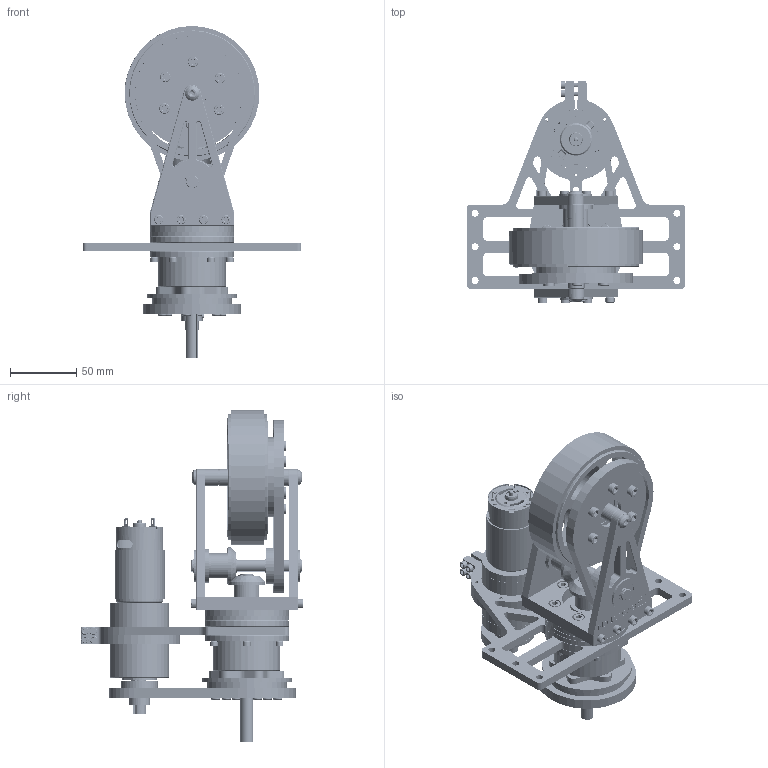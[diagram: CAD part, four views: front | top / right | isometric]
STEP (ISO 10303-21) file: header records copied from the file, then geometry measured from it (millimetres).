
FILE_DESCRIPTION(/* description */ ('CS PG71 MOUNT BASE'),/* implementation_level */ '2;1');
FILE_NAME(/* name */ 'pg71_mount_asm.stp',/* time_stamp */ '2014-07-26T12:13:16-05:00',/* author */ ('ajlapp'),/* organization */ (''),/* preprocessor_version */ 'ST-DEVELOPER v15.2',/* originating_system */ 'Autodesk Inventor 2014',/* authorisation */ '');
FILE_SCHEMA (('AUTOMOTIVE_DESIGN { 1 0 10303 214 3 1 1 }'));
Length unit declared in the file: inch
Products named in the file (70): cs_mount_plate_pg71; 5906K526_thrust_bushing; cs_vert_drive_shaft-002; 6843K12_miter_gear; revo2_pivot_hub; brf-06; revo2_sprocket_mount; .375od_snap_ring; large_thrust_bushing; bushing_backer; 91253A192; revo2_steering_hub; 1.75id_bushing; bushing_hub_asm; cs_drive_hub_asm; revo2_wheel_box_cap; revo2_side_plate; BHCS_91255A535; 91251A192_shcs; 16t_ws_globe_gear; revo2_cross_drive_shaft-002; revo2_wheel_shaft-002; tread; AM_36t_sprocket; 4 Performance Bearing 2; NONE; NONEA; NONEB; NONEC; NONED; NONEE; NONEF; NONEG; NONEH; NONEI; NONEJ; NONEK; ball_bearing_60355K150; brf-08; AM_4in_performance_new ...
Bounding box: 165.1 x 168.02 x 250.57 mm (x, y, z)
Volume: 629945.8 mm3; surface area: 357097 mm2
Topology: 135 solids, 135 shells, 3086 faces, 11797 edges, 9115 vertices
Faces by surface type: plane 1393, cylinder 885, cone 567, bspline 169, sphere 38, torus 34
Full cylindrical faces by diameter (mm): 1.041 x14, 1.194 x4, 2 x1, 2.489 x10, 2.5 x2, 2.642 x16, 2.921 x5, 3.175 x14, 3.251 x14, 3.3 x4, 3.302 x3, 3.551 x21, 3.683 x12, 3.81 x12, 3.962 x14, 4 x2, 4.166 x21, 4.496 x3, 4.953 x8, 4.978 x2, 5.105 x30, 5.334 x13, 5.387 x12, 5.74 x10, 6.35 x16, 6.604 x2, 6.858 x14, 7.62 x4, 7.925 x12, 8 x1
Entity records: 63717 total; most frequent: CARTESIAN_POINT 22840, ORIENTED_EDGE 8192, DIRECTION 7823, EDGE_CURVE 4096, VERTEX_POINT 3087, AXIS2_PLACEMENT_3D 3085, EDGE_LOOP 2413, LINE 1653
